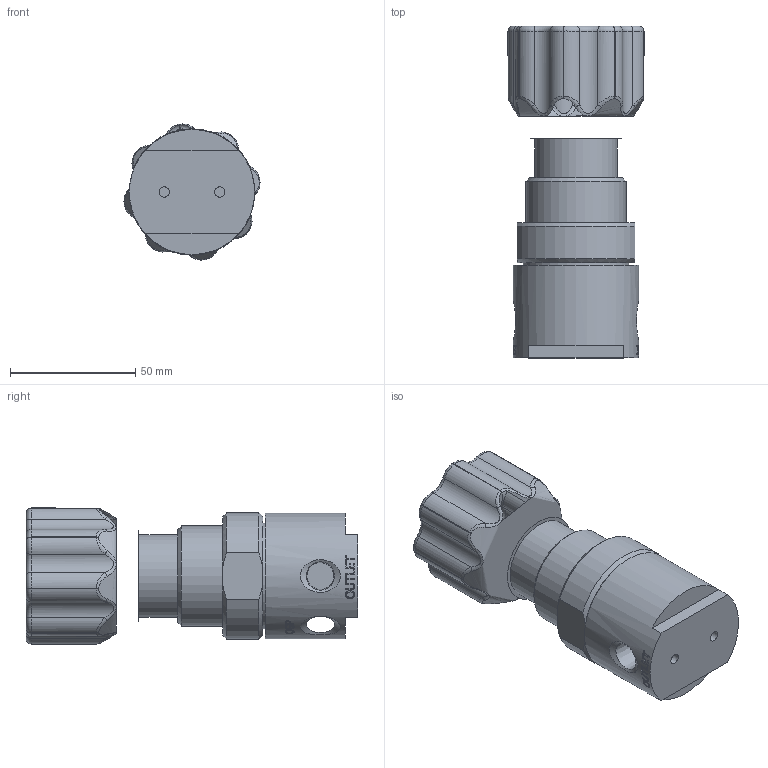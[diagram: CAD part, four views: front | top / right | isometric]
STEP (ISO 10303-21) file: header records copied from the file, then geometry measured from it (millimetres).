
FILE_DESCRIPTION(/* description */ (''),/* implementation_level */ '2;1');
FILE_NAME(/* name */ 'MF101-5-S-04-N-K-02N-A.stp',/* time_stamp */ '2021-05-10T13:30:14+01:00',/* author */ ('martin'),/* organization */ (''),/* preprocessor_version */ 'ST-DEVELOPER v17.2',/* originating_system */ 'Autodesk Inventor 2019',/* authorisation */ '');
FILE_SCHEMA (('AUTOMOTIVE_DESIGN { 1 0 10303 214 3 1 1 }'));
Length unit declared in the file: millimetre
Products named in the file (1): MF101-5-S-04-N-K-02N-A_Shrinkwrap_1
Bounding box: 54.32 x 132.5 x 54.32 mm (x, y, z)
Volume: 214217.1 mm3; surface area: 32982.8 mm2
Topology: 2 solids, 2 shells, 1146 faces, 3082 edges, 2039 vertices
Faces by surface type: plane 682, bspline 283, cylinder 126, torus 40, cone 15
Full cylindrical faces by diameter (mm): 2 x1, 4.134 x2, 32.884 x1, 35 x1, 37.5 x1, 39 x1, 40 x1, 42 x1, 43.85 x1, 44.2 x1, 50 x1
Entity records: 40996 total; most frequent: CARTESIAN_POINT 12576, ORIENTED_EDGE 6158, DIRECTION 4689, EDGE_CURVE 3079, VERTEX_POINT 2038, LINE 2027, VECTOR 2027, AXIS2_PLACEMENT_3D 1331
